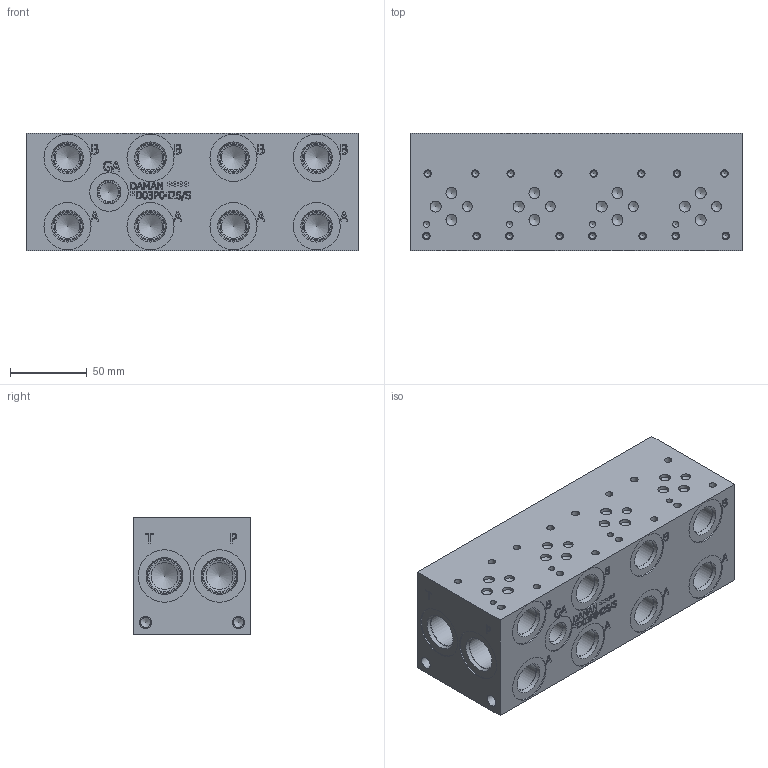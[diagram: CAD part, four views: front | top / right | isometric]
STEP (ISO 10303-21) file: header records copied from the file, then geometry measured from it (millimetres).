
FILE_DESCRIPTION(/* description */ (''),/* implementation_level */ '2;1');
FILE_NAME(/* name */ '_D03P042S_S.stp',/* time_stamp */ '2022-10-06T16:01:45-04:00',/* author */ ('bobbyh'),/* organization */ (''),/* preprocessor_version */ 'ST-DEVELOPER v18',/* originating_system */ 'Autodesk Inventor 2020',/* authorisation */ '');
FILE_SCHEMA (('AUTOMOTIVE_DESIGN { 1 0 10303 214 3 1 1 }'));
Length unit declared in the file: millimetre
Products named in the file (1): Part_AD03P052S_S_3D
Bounding box: 215.9 x 76.2 x 76.2 mm (x, y, z)
Volume: 1132626 mm3; surface area: 105983.1 mm2
Topology: 1 solids, 1 shells, 863 faces, 2362 edges, 1607 vertices
Faces by surface type: plane 441, bspline 196, cylinder 131, cone 95
Full cylindrical faces by diameter (mm): 3.785 x16, 3.962 x4, 4.826 x16, 6.35 x4, 6.528 x4, 7.137 x12, 7.925 x4, 12.294 x1, 12.9 x1, 13.487 x1, 14.275 x1, 14.529 x1, 15.875 x8, 17.45 x1, 17.475 x4, 17.501 x8, 18.542 x1, 19.05 x8, 19.253 x8, 19.99 x1, 20.447 x4, 20.625 x1, 21.819 x1, 22.23 x4, 22.555 x4, 25.019 x1, 30.632 x8, 34.138 x4
Entity records: 28876 total; most frequent: CARTESIAN_POINT 7327, ORIENTED_EDGE 4616, DIRECTION 3747, EDGE_CURVE 2308, VERTEX_POINT 1607, LINE 1421, VECTOR 1421, AXIS2_PLACEMENT_3D 1163
